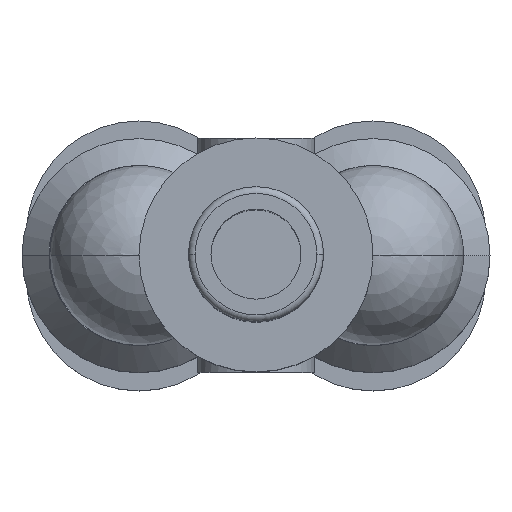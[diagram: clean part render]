
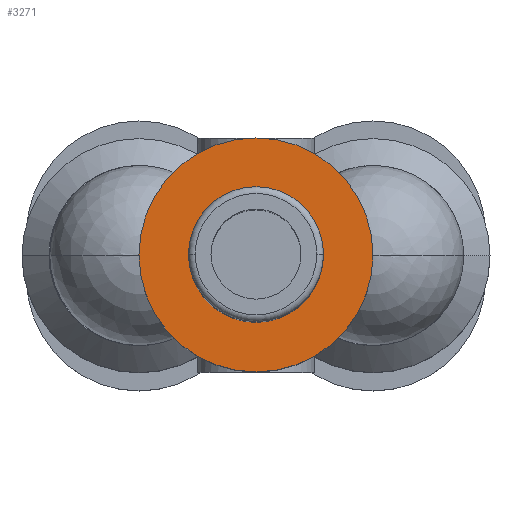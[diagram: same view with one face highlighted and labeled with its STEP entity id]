
A CAD part, top view. The second image highlights one B-rep face of the part: STEP entity #3271.
In plain terms, the highlighted face is planar.
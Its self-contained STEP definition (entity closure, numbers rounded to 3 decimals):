
#143=CARTESIAN_POINT('',(5.2,0.,-4.2));
#144=VERTEX_POINT('',#143);
#160=CARTESIAN_POINT('',(-5.2,0.,-4.2));
#161=VERTEX_POINT('',#160);
#168=CARTESIAN_POINT('',(0.,0.,-4.2));
#169=DIRECTION('',(0.0,0.0,1.0));
#170=DIRECTION('',(1.0,0.0,0.0));
#171=AXIS2_PLACEMENT_3D('',#168,#169,#170);
#172=CIRCLE('',#171,5.2);
#173=EDGE_CURVE('',#161,#144,#172,.T.);
#1085=CARTESIAN_POINT('',(3.,0.,-4.2));
#1086=VERTEX_POINT('',#1085);
#1095=CARTESIAN_POINT('',(-3.,0.,-4.2));
#1096=VERTEX_POINT('',#1095);
#1097=CARTESIAN_POINT('',(0.,0.,-4.2));
#1098=DIRECTION('',(0.0,0.0,1.0));
#1099=DIRECTION('',(1.0,0.0,0.0));
#1100=AXIS2_PLACEMENT_3D('',#1097,#1098,#1099);
#1101=CIRCLE('',#1100,3.0);
#1102=EDGE_CURVE('',#1096,#1086,#1101,.T.);
#2536=CARTESIAN_POINT('',(0.,0.,-4.2));
#2537=DIRECTION('',(0.0,0.0,1.0));
#2538=DIRECTION('',(1.0,0.0,0.0));
#2539=AXIS2_PLACEMENT_3D('',#2536,#2537,#2538);
#2540=CIRCLE('',#2539,3.0);
#2541=EDGE_CURVE('',#1086,#1096,#2540,.T.);
#3246=CARTESIAN_POINT('',(0.,0.,-4.2));
#3247=DIRECTION('',(0.0,0.0,1.0));
#3248=DIRECTION('',(1.0,0.0,0.0));
#3249=AXIS2_PLACEMENT_3D('',#3246,#3247,#3248);
#3250=CIRCLE('',#3249,5.2);
#3251=EDGE_CURVE('',#144,#161,#3250,.T.);
#3258=CARTESIAN_POINT('',(0.,0.,-4.2));
#3259=DIRECTION('',(0.0,0.0,1.0));
#3260=DIRECTION('',(1.0,0.0,0.0));
#3261=AXIS2_PLACEMENT_3D('',#3258,#3259,#3260);
#3262=PLANE('',#3261);
#3263=ORIENTED_EDGE('',*,*,#3251,.F.);
#3264=ORIENTED_EDGE('',*,*,#173,.F.);
#3265=EDGE_LOOP('',(#3263,#3264));
#3266=FACE_OUTER_BOUND('',#3265,.T.);
#3267=ORIENTED_EDGE('',*,*,#2541,.T.);
#3268=ORIENTED_EDGE('',*,*,#1102,.T.);
#3269=EDGE_LOOP('',(#3267,#3268));
#3270=FACE_BOUND('',#3269,.T.);
#3271=ADVANCED_FACE('',(#3266,#3270),#3262,.F.);
